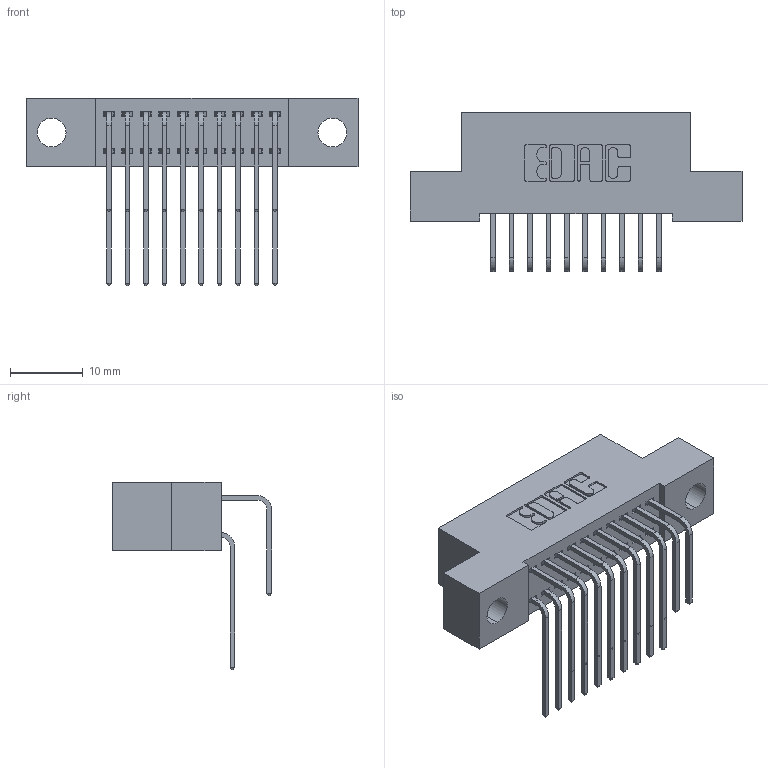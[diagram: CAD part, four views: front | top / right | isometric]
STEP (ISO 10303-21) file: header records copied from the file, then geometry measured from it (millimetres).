
FILE_DESCRIPTION (( 'STEP AP203' ), '1' );
FILE_NAME ('392-020-558-204.STEP', '2019-10-07T05:28:23', ( '' ), ( '' ), 'SwSTEP 2.0', 'SolidWorks 2016', '' );
FILE_SCHEMA (( 'CONFIG_CONTROL_DESIGN' ));
Length unit declared in the file: inch
Products named in the file (4): 392-020-558-204; 342 Part_.156 TH; 345-292-001_558 559 Tail - 1; 345-292-001_558 Tail - 2
Assembly tree (21 placements, depth 2):
  392-020-558-204
    342 Part_.156 TH
    345-292-001_558 559 Tail - 1  x10
    345-292-001_558 Tail - 2  x10
Bounding box: 45.72 x 21.91 x 25.78 mm (x, y, z)
Volume: 3984.8 mm3; surface area: 6043.9 mm2
Topology: 21 solids, 21 shells, 1190 faces, 3519 edges, 2318 vertices
Faces by surface type: plane 826, cylinder 364
Entity records: 12227 total; most frequent: CARTESIAN_POINT 2113, ORIENTED_EDGE 1998, DIRECTION 1843, EDGE_CURVE 999, VECTOR 831, LINE 831, VERTEX_POINT 662, AXIS2_PLACEMENT_3D 506
